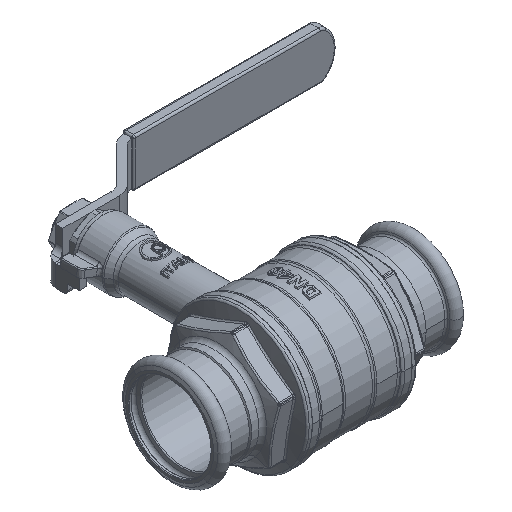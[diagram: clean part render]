
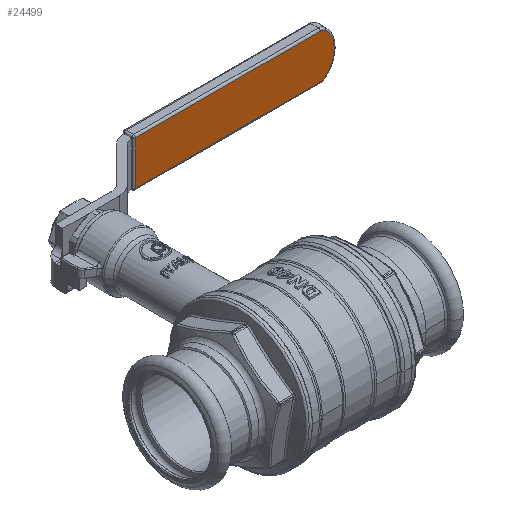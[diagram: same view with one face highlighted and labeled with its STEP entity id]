
A CAD part, isometric view. The second image highlights one B-rep face of the part: STEP entity #24499.
In plain terms, the highlighted planar face has unit normal (0, -1, 0).
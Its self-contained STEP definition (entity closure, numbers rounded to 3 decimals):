
#24106=DIRECTION('',(0.,0.,1.));
#24107=VECTOR('',#24106,23.);
#24108=CARTESIAN_POINT('',(-1.,-3.,-11.5));
#24109=LINE('',#24108,#24107);
#24110=DIRECTION('',(1.,0.,0.));
#24111=VECTOR('',#24110,96.614);
#24112=CARTESIAN_POINT('',(-97.614,-3.,-11.5));
#24113=LINE('',#24112,#24111);
#24114=CARTESIAN_POINT('',(-97.614,-3.,-7.5));
#24115=DIRECTION('',(0.,-1.,0.));
#24116=DIRECTION('',(-0.661,0.,-0.75));
#24117=AXIS2_PLACEMENT_3D('',#24114,#24115,#24116);
#24119=CARTESIAN_POINT('',(-91.,-3.,0.));
#24120=DIRECTION('',(0.,-1.,0.));
#24121=DIRECTION('',(-0.661,0.,0.75));
#24122=AXIS2_PLACEMENT_3D('',#24119,#24120,#24121);
#24124=CARTESIAN_POINT('',(-97.614,-3.,7.5));
#24125=DIRECTION('',(0.,-1.,0.));
#24126=DIRECTION('',(0.,0.,1.));
#24127=AXIS2_PLACEMENT_3D('',#24124,#24125,#24126);
#24129=DIRECTION('',(-1.,0.,0.));
#24130=VECTOR('',#24129,96.614);
#24131=CARTESIAN_POINT('',(-1.,-3.,11.5));
#24132=LINE('',#24131,#24130);
#24440=CARTESIAN_POINT('',(-100.26,-3.,
-10.5));
#24441=CARTESIAN_POINT('',(-97.614,-3.,
-11.5));
#24442=VERTEX_POINT('',#24440);
#24443=VERTEX_POINT('',#24441);
#24448=CARTESIAN_POINT('',(-100.26,-3.,10.5));
#24449=VERTEX_POINT('',#24448);
#24452=CARTESIAN_POINT('',(-97.614,-3.,
11.5));
#24453=VERTEX_POINT('',#24452);
#24457=CARTESIAN_POINT('',(-1.,-3.,-11.5));
#24459=VERTEX_POINT('',#24457);
#24466=CARTESIAN_POINT('',(-1.,-3.,11.5));
#24468=VERTEX_POINT('',#24466);
#24480=CARTESIAN_POINT('',(0.,-3.,0.));
#24481=DIRECTION('',(0.,1.,0.));
#24482=DIRECTION('',(1.,0.,0.));
#24483=AXIS2_PLACEMENT_3D('',#24480,#24481,#24482);
#24484=PLANE('',#24483);
#24486=ORIENTED_EDGE('',*,*,#24485,.F.);
#24488=ORIENTED_EDGE('',*,*,#24487,.F.);
#24490=ORIENTED_EDGE('',*,*,#24489,.F.);
#24492=ORIENTED_EDGE('',*,*,#24491,.F.);
#24494=ORIENTED_EDGE('',*,*,#24493,.F.);
#24496=ORIENTED_EDGE('',*,*,#24495,.F.);
#24497=EDGE_LOOP('',(#24486,#24488,#24490,#24492,#24494,#24496));
#24498=FACE_OUTER_BOUND('',#24497,.F.);
#24499=ADVANCED_FACE('',(#24498),#24484,.F.);
#24118=CIRCLE('',#24117,4.);
#24123=CIRCLE('',#24122,14.);
#24128=CIRCLE('',#24127,4.);
#24485=EDGE_CURVE('',#24459,#24468,#24109,.T.);
#24487=EDGE_CURVE('',#24443,#24459,#24113,.T.);
#24489=EDGE_CURVE('',#24442,#24443,#24118,.T.);
#24491=EDGE_CURVE('',#24449,#24442,#24123,.T.);
#24493=EDGE_CURVE('',#24453,#24449,#24128,.T.);
#24495=EDGE_CURVE('',#24468,#24453,#24132,.T.);
